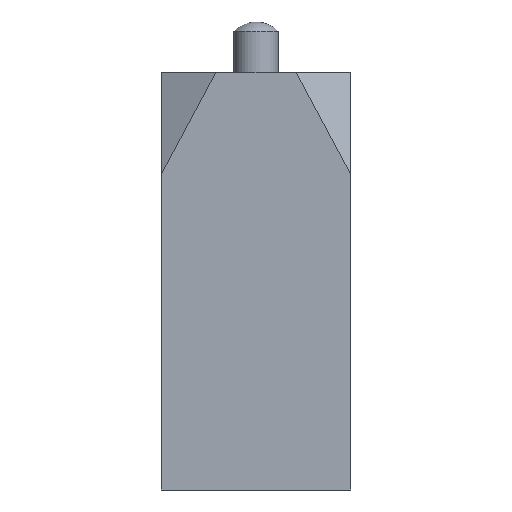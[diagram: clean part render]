
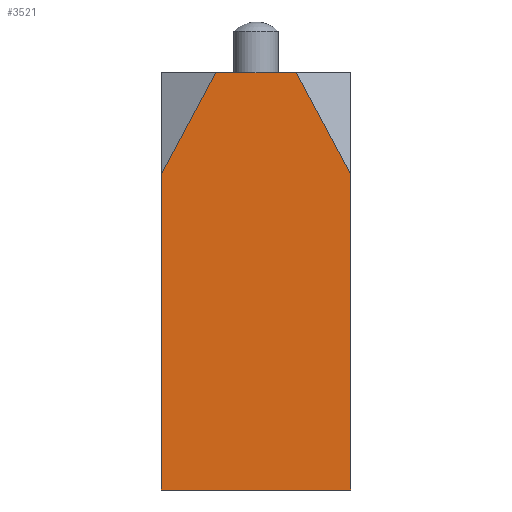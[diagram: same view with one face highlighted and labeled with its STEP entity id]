
A CAD part, left-side view. The second image highlights one B-rep face of the part: STEP entity #3521.
In plain terms, the highlighted planar face has unit normal (-1, 0, 0).
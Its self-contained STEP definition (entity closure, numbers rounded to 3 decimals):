
#250=FACE_OUTER_BOUND('',#444,.T.);
#444=EDGE_LOOP('',(#2259,#2260,#2261,#2262,#2263,#2264));
#725=LINE('',#4893,#1063);
#731=LINE('',#4907,#1069);
#732=LINE('',#4909,#1070);
#733=LINE('',#4911,#1071);
#734=LINE('',#4913,#1072);
#735=LINE('',#4914,#1073);
#1063=VECTOR('',#3959,6.34);
#1069=VECTOR('',#3969,9.167);
#1070=VECTOR('',#3970,24.92);
#1071=VECTOR('',#3971,15.);
#1072=VECTOR('',#3972,24.92);
#1073=VECTOR('',#3973,9.167);
#1412=VERTEX_POINT('',#4890);
#1413=VERTEX_POINT('',#4892);
#1419=VERTEX_POINT('',#4906);
#1420=VERTEX_POINT('',#4908);
#1421=VERTEX_POINT('',#4910);
#1422=VERTEX_POINT('',#4912);
#1750=EDGE_CURVE('',#1413,#1412,#725,.T.);
#1757=EDGE_CURVE('',#1412,#1419,#731,.T.);
#1758=EDGE_CURVE('',#1420,#1419,#732,.T.);
#1759=EDGE_CURVE('',#1420,#1421,#733,.T.);
#1760=EDGE_CURVE('',#1422,#1421,#734,.T.);
#1761=EDGE_CURVE('',#1422,#1413,#735,.T.);
#2259=ORIENTED_EDGE('',*,*,#1750,.T.);
#2260=ORIENTED_EDGE('',*,*,#1757,.T.);
#2261=ORIENTED_EDGE('',*,*,#1758,.F.);
#2262=ORIENTED_EDGE('',*,*,#1759,.T.);
#2263=ORIENTED_EDGE('',*,*,#1760,.F.);
#2264=ORIENTED_EDGE('',*,*,#1761,.T.);
#3200=PLANE('',#3728);
#3521=ADVANCED_FACE('',(#250),#3200,.T.);
#3728=AXIS2_PLACEMENT_3D('',#4905,#3967,#3968);
#3959=DIRECTION('',(0.,1.,0.));
#3967=DIRECTION('center_axis',(-1.,0.,0.));
#3968=DIRECTION('ref_axis',(0.,0.,1.));
#3969=DIRECTION('',(0.,0.472,-0.881));
#3970=DIRECTION('',(0.,0.,1.));
#3971=DIRECTION('',(0.,-1.,0.));
#3972=DIRECTION('',(0.,0.,-1.));
#3973=DIRECTION('',(0.,0.472,0.881));
#4890=CARTESIAN_POINT('',(-15.,3.17,14.5));
#4892=CARTESIAN_POINT('',(-15.,-3.17,14.5));
#4893=CARTESIAN_POINT('',(-15.,-3.75,14.5));
#4905=CARTESIAN_POINT('Origin',(-15.,0.,-18.5));
#4906=CARTESIAN_POINT('',(-15.,7.5,6.42));
#4907=CARTESIAN_POINT('',(-15.,10.169,1.44));
#4908=CARTESIAN_POINT('',(-15.,7.5,-18.5));
#4909=CARTESIAN_POINT('',(-15.,7.5,18.5));
#4910=CARTESIAN_POINT('',(-15.,-7.5,-18.5));
#4911=CARTESIAN_POINT('',(-15.,0.,-18.5));
#4912=CARTESIAN_POINT('',(-15.,-7.5,6.42));
#4913=CARTESIAN_POINT('',(-15.,-7.5,18.5));
#4914=CARTESIAN_POINT('',(-15.,-10.169,1.44));
